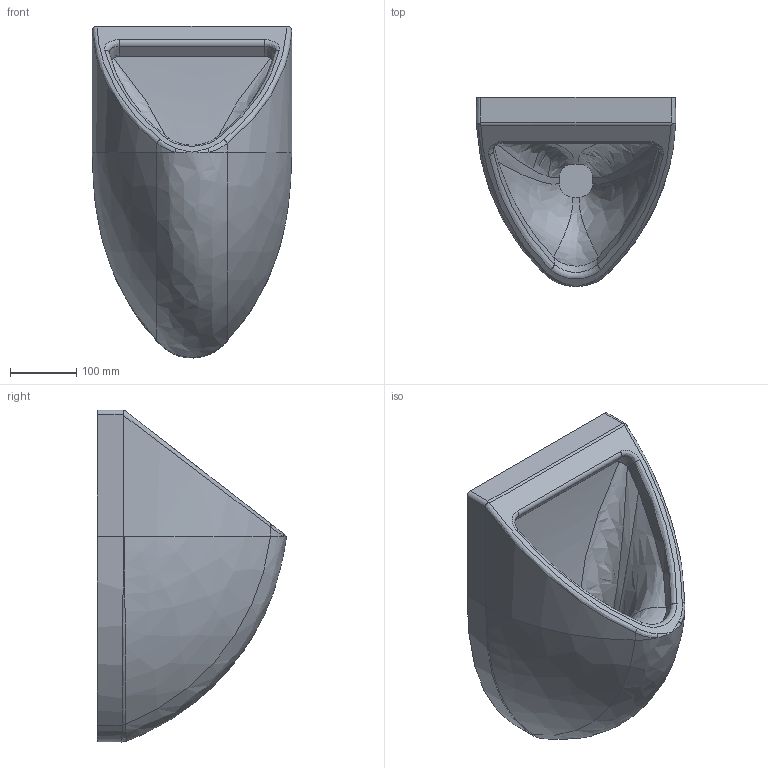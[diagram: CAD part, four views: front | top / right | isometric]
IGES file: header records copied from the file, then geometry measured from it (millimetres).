
Global section: file name: No Iges File Name specified; native system: Autodesk Inventor 2011; preprocessor: AutoDesk Inventor Iges Exporter R2011; author: Administrator; date: 20120725.110325; units: millimetre
Bounding box: 300.28 x 285 x 499.94 mm (x, y, z)
Volume: 14457293.8 mm3; surface area: 574552.5 mm2
Topology: 1 solids, 3 shells, 112 faces, 281 edges, 180 vertices
Faces by surface type: bspline 53, plane 23, revolution 21, cylinder 14, torus 1
